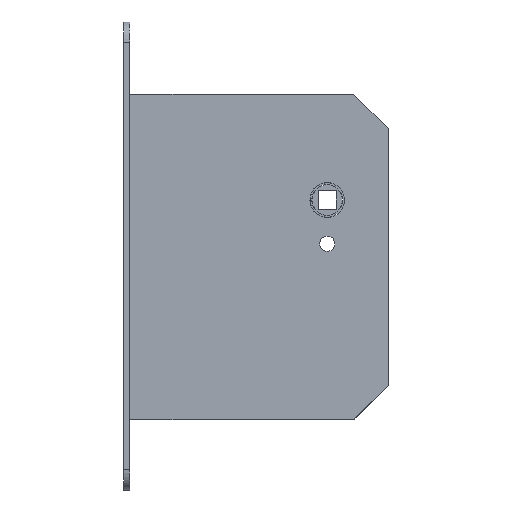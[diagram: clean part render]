
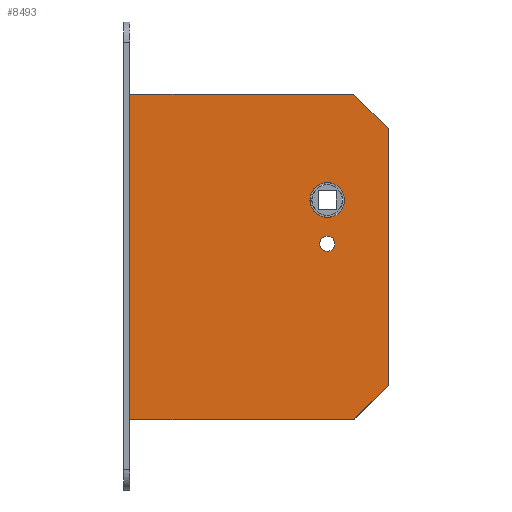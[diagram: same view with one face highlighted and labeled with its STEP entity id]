
A CAD part, top view. The second image highlights one B-rep face of the part: STEP entity #8493.
In plain terms, the highlighted planar face has unit normal (0, 0, 1).
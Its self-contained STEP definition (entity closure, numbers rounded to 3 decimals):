
#66 = DIRECTION ( 'NONE',  ( 0., 1., 0. ) ) ;
#628 = ORIENTED_EDGE ( 'NONE', *, *, #5404, .T. ) ;
#704 = DIRECTION ( 'NONE',  ( -0.707, 0.707, 0. ) ) ;
#753 = VECTOR ( 'NONE', #7585, 1000. ) ;
#809 = VERTEX_POINT ( 'NONE', #9555 ) ;
#865 = FACE_BOUND ( 'NONE', #2186, .T. ) ;
#922 = DIRECTION ( 'NONE',  ( 1., 0., 0. ) ) ;
#955 = VECTOR ( 'NONE', #704, 1000. ) ;
#1251 = AXIS2_PLACEMENT_3D ( 'NONE', #10305, #2644, #1796 ) ;
#1308 = CARTESIAN_POINT ( 'NONE',  ( 0., 0., 7.75 ) ) ;
#1320 = VERTEX_POINT ( 'NONE', #8095 ) ;
#1341 = AXIS2_PLACEMENT_3D ( 'NONE', #10565, #2903, #7836 ) ;
#1459 = DIRECTION ( 'NONE',  ( 1., 0., 0. ) ) ;
#1553 = LINE ( 'NONE', #8373, #955 ) ;
#1599 = FACE_OUTER_BOUND ( 'NONE', #9537, .T. ) ;
#1632 = ORIENTED_EDGE ( 'NONE', *, *, #7507, .F. ) ;
#1796 = DIRECTION ( 'NONE',  ( 1., 0., 0. ) ) ;
#1811 = CIRCLE ( 'NONE', #6284, 3.75 ) ;
#1849 = ORIENTED_EDGE ( 'NONE', *, *, #10421, .T. ) ;
#2126 = VERTEX_POINT ( 'NONE', #5543 ) ;
#2141 = DIRECTION ( 'NONE',  ( 0., 0., 1. ) ) ;
#2185 = DIRECTION ( 'NONE',  ( 0., -1., 0. ) ) ;
#2186 = EDGE_LOOP ( 'NONE', ( #6920, #7454 ) ) ;
#2434 = CARTESIAN_POINT ( 'NONE',  ( 30., -91., 7.75 ) ) ;
#2644 = DIRECTION ( 'NONE',  ( 0., 0., 1. ) ) ;
#2903 = DIRECTION ( 'NONE',  ( 0., 0., 1. ) ) ;
#3022 = VERTEX_POINT ( 'NONE', #7164 ) ;
#3157 = VERTEX_POINT ( 'NONE', #10230 ) ;
#3235 = DIRECTION ( 'NONE',  ( 0.707, 0.707, 0. ) ) ;
#3346 = CARTESIAN_POINT ( 'NONE',  ( 0., 0., 7.75 ) ) ;
#3378 = LINE ( 'NONE', #2434, #7358 ) ;
#3451 = PLANE ( 'NONE',  #10014 ) ;
#3561 = DIRECTION ( 'NONE',  ( 0., 0., 1. ) ) ;
#3814 = AXIS2_PLACEMENT_3D ( 'NONE', #1308, #2141, #5557 ) ;
#3820 = DIRECTION ( 'NONE',  ( 0., 0., 1. ) ) ;
#3823 = CARTESIAN_POINT ( 'NONE',  ( -97., 52., 7.75 ) ) ;
#4049 = CARTESIAN_POINT ( 'NONE',  ( 13., 52., 7.75 ) ) ;
#4381 = VECTOR ( 'NONE', #2185, 1000. ) ;
#4397 = ORIENTED_EDGE ( 'NONE', *, *, #6806, .T. ) ;
#4450 = CARTESIAN_POINT ( 'NONE',  ( 3.75, -21.5, 7.75 ) ) ;
#4720 = CARTESIAN_POINT ( 'NONE',  ( 0., -21.5, 7.75 ) ) ;
#4735 = CIRCLE ( 'NONE', #1341, 8.5 ) ;
#4782 = CARTESIAN_POINT ( 'NONE',  ( 13., 52., 7.75 ) ) ;
#4921 = ORIENTED_EDGE ( 'NONE', *, *, #7982, .T. ) ;
#4935 = LINE ( 'NONE', #10074, #4381 ) ;
#4962 = ORIENTED_EDGE ( 'NONE', *, *, #9666, .T. ) ;
#4966 = EDGE_CURVE ( 'NONE', #809, #8889, #10720, .T. ) ;
#5034 = VECTOR ( 'NONE', #1459, 1000. ) ;
#5404 = EDGE_CURVE ( 'NONE', #1320, #3157, #8319, .T. ) ;
#5543 = CARTESIAN_POINT ( 'NONE',  ( -97., -108., 7.75 ) ) ;
#5557 = DIRECTION ( 'NONE',  ( 1., 0., 0. ) ) ;
#5599 = LINE ( 'NONE', #10742, #5034 ) ;
#5609 = CIRCLE ( 'NONE', #3814, 8.5 ) ;
#6065 = ORIENTED_EDGE ( 'NONE', *, *, #4966, .F. ) ;
#6284 = AXIS2_PLACEMENT_3D ( 'NONE', #4720, #3820, #9029 ) ;
#6523 = CARTESIAN_POINT ( 'NONE',  ( -8.5, 0., 7.75 ) ) ;
#6806 = EDGE_CURVE ( 'NONE', #10636, #9212, #1553, .T. ) ;
#6920 = ORIENTED_EDGE ( 'NONE', *, *, #9965, .F. ) ;
#7164 = CARTESIAN_POINT ( 'NONE',  ( 8.5, 0., 7.75 ) ) ;
#7249 = LINE ( 'NONE', #4782, #753 ) ;
#7358 = VECTOR ( 'NONE', #66, 1000. ) ;
#7429 = CARTESIAN_POINT ( 'NONE',  ( 13., -108., 7.75 ) ) ;
#7454 = ORIENTED_EDGE ( 'NONE', *, *, #8700, .F. ) ;
#7507 = EDGE_CURVE ( 'NONE', #8889, #809, #1811, .T. ) ;
#7585 = DIRECTION ( 'NONE',  ( -1., 0., 0. ) ) ;
#7664 = EDGE_CURVE ( 'NONE', #3157, #10636, #3378, .T. ) ;
#7744 = CARTESIAN_POINT ( 'NONE',  ( 30., 35., 7.75 ) ) ;
#7836 = DIRECTION ( 'NONE',  ( 1., 0., 0. ) ) ;
#7982 = EDGE_CURVE ( 'NONE', #2126, #1320, #5599, .T. ) ;
#8095 = CARTESIAN_POINT ( 'NONE',  ( 13., -108., 7.75 ) ) ;
#8319 = LINE ( 'NONE', #7429, #8942 ) ;
#8373 = CARTESIAN_POINT ( 'NONE',  ( 30., 35., 7.75 ) ) ;
#8493 = ADVANCED_FACE ( 'NONE', ( #8533, #1599, #865 ), #3451, .T. ) ;
#8533 = FACE_BOUND ( 'NONE', #10429, .T. ) ;
#8608 = VERTEX_POINT ( 'NONE', #3823 ) ;
#8700 = EDGE_CURVE ( 'NONE', #3022, #8729, #5609, .T. ) ;
#8729 = VERTEX_POINT ( 'NONE', #6523 ) ;
#8889 = VERTEX_POINT ( 'NONE', #4450 ) ;
#8932 = ORIENTED_EDGE ( 'NONE', *, *, #7664, .T. ) ;
#8942 = VECTOR ( 'NONE', #3235, 1000. ) ;
#9029 = DIRECTION ( 'NONE',  ( 1., 0., 0. ) ) ;
#9212 = VERTEX_POINT ( 'NONE', #4049 ) ;
#9537 = EDGE_LOOP ( 'NONE', ( #1849, #4962, #4921, #628, #8932, #4397 ) ) ;
#9555 = CARTESIAN_POINT ( 'NONE',  ( -3.75, -21.5, 7.75 ) ) ;
#9666 = EDGE_CURVE ( 'NONE', #8608, #2126, #4935, .T. ) ;
#9965 = EDGE_CURVE ( 'NONE', #8729, #3022, #4735, .T. ) ;
#10014 = AXIS2_PLACEMENT_3D ( 'NONE', #3346, #3561, #922 ) ;
#10074 = CARTESIAN_POINT ( 'NONE',  ( -97., 52., 7.75 ) ) ;
#10230 = CARTESIAN_POINT ( 'NONE',  ( 30., -91., 7.75 ) ) ;
#10305 = CARTESIAN_POINT ( 'NONE',  ( 0., -21.5, 7.75 ) ) ;
#10421 = EDGE_CURVE ( 'NONE', #9212, #8608, #7249, .T. ) ;
#10429 = EDGE_LOOP ( 'NONE', ( #6065, #1632 ) ) ;
#10565 = CARTESIAN_POINT ( 'NONE',  ( 0., 0., 7.75 ) ) ;
#10636 = VERTEX_POINT ( 'NONE', #7744 ) ;
#10720 = CIRCLE ( 'NONE', #1251, 3.75 ) ;
#10742 = CARTESIAN_POINT ( 'NONE',  ( -97., -108., 7.75 ) ) ;
